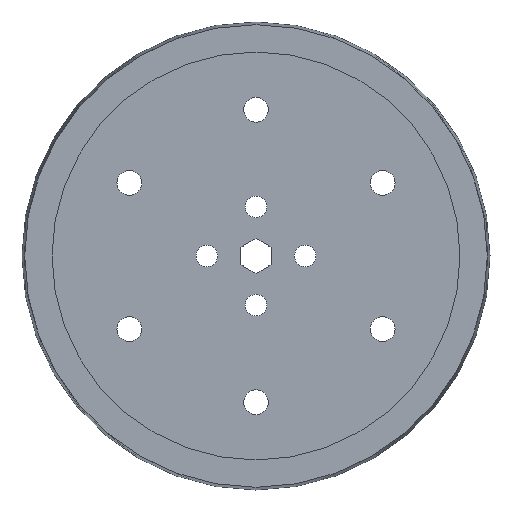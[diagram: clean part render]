
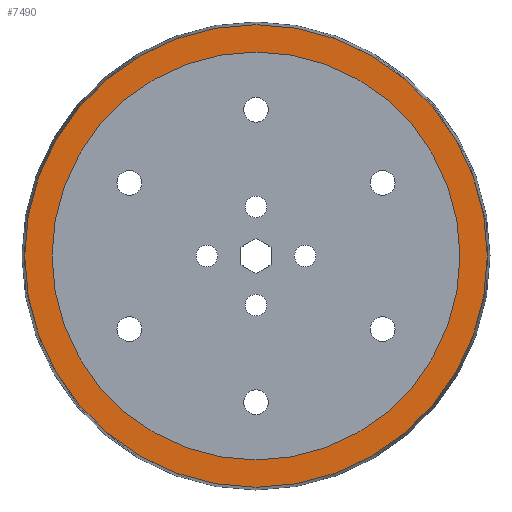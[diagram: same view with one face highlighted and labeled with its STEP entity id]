
A CAD part, left-side view. The second image highlights one B-rep face of the part: STEP entity #7490.
In plain terms, the highlighted planar face has unit normal (-1, 0, 0).
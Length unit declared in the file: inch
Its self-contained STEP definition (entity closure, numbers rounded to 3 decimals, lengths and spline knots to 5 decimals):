
#392 = CIRCLE ( 'NONE', #9475, 1.48254 ) ;
#539 = CARTESIAN_POINT ( 'NONE',  ( -0.54819, 1.30754, 0. ) ) ;
#684 = CIRCLE ( 'NONE', #12906, 1.30754 ) ;
#727 = DIRECTION ( 'NONE',  ( 1., 0., 0. ) ) ;
#734 = ORIENTED_EDGE ( 'NONE', *, *, #7067, .F. ) ;
#1959 = AXIS2_PLACEMENT_3D ( 'NONE', #539, #2008, #3141 ) ;
#2008 = DIRECTION ( 'NONE',  ( -1., 0., 0. ) ) ;
#2265 = CARTESIAN_POINT ( 'NONE',  ( -0.54819, 0., 0. ) ) ;
#2570 = VERTEX_POINT ( 'NONE', #9545 ) ;
#2816 = DIRECTION ( 'NONE',  ( 0., 0., -1. ) ) ;
#3141 = DIRECTION ( 'NONE',  ( 0., 0., 1. ) ) ;
#3475 = EDGE_LOOP ( 'NONE', ( #6485, #3853 ) ) ;
#3520 = AXIS2_PLACEMENT_3D ( 'NONE', #11630, #5286, #10240 ) ;
#3784 = AXIS2_PLACEMENT_3D ( 'NONE', #11214, #5183, #2816 ) ;
#3853 = ORIENTED_EDGE ( 'NONE', *, *, #7379, .T. ) ;
#5183 = DIRECTION ( 'NONE',  ( 1., 0., 0. ) ) ;
#5286 = DIRECTION ( 'NONE',  ( 1., 0., 0. ) ) ;
#5396 = ORIENTED_EDGE ( 'NONE', *, *, #7265, .F. ) ;
#5719 = VERTEX_POINT ( 'NONE', #10306 ) ;
#6155 = VERTEX_POINT ( 'NONE', #14089 ) ;
#6485 = ORIENTED_EDGE ( 'NONE', *, *, #11011, .T. ) ;
#6801 = FACE_BOUND ( 'NONE', #3475, .T. ) ;
#7067 = EDGE_CURVE ( 'NONE', #6155, #5719, #12093, .T. ) ;
#7142 = DIRECTION ( 'NONE',  ( 0., 0., -1. ) ) ;
#7265 = EDGE_CURVE ( 'NONE', #5719, #6155, #392, .T. ) ;
#7379 = EDGE_CURVE ( 'NONE', #16003, #2570, #14719, .T. ) ;
#7461 = DIRECTION ( 'NONE',  ( 0., 0., -1. ) ) ;
#7490 = ADVANCED_FACE ( 'NONE', ( #6801, #15697 ), #15452, .T. ) ;
#9475 = AXIS2_PLACEMENT_3D ( 'NONE', #2265, #14807, #7461 ) ;
#9545 = CARTESIAN_POINT ( 'NONE',  ( -0.54819, 0., -1.30754 ) ) ;
#9569 = CARTESIAN_POINT ( 'NONE',  ( -0.54819, 0., 1.30754 ) ) ;
#9909 = EDGE_LOOP ( 'NONE', ( #5396, #734 ) ) ;
#10240 = DIRECTION ( 'NONE',  ( 0., 0., -1. ) ) ;
#10306 = CARTESIAN_POINT ( 'NONE',  ( -0.54819, 0., -1.48254 ) ) ;
#10640 = CARTESIAN_POINT ( 'NONE',  ( -0.54819, 0., 0. ) ) ;
#11011 = EDGE_CURVE ( 'NONE', #2570, #16003, #684, .T. ) ;
#11214 = CARTESIAN_POINT ( 'NONE',  ( -0.54819, 0., 0. ) ) ;
#11630 = CARTESIAN_POINT ( 'NONE',  ( -0.54819, 0., 0. ) ) ;
#12093 = CIRCLE ( 'NONE', #3520, 1.48254 ) ;
#12906 = AXIS2_PLACEMENT_3D ( 'NONE', #10640, #727, #7142 ) ;
#14089 = CARTESIAN_POINT ( 'NONE',  ( -0.54819, 0., 1.48254 ) ) ;
#14719 = CIRCLE ( 'NONE', #3784, 1.30754 ) ;
#14807 = DIRECTION ( 'NONE',  ( 1., 0., 0. ) ) ;
#15452 = PLANE ( 'NONE',  #1959 ) ;
#15697 = FACE_OUTER_BOUND ( 'NONE', #9909, .T. ) ;
#16003 = VERTEX_POINT ( 'NONE', #9569 ) ;
